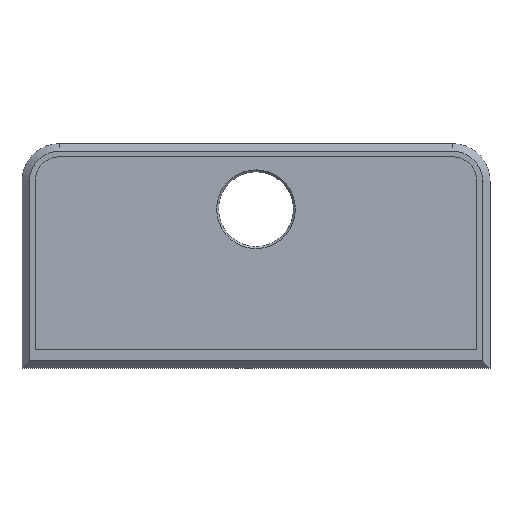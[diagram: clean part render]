
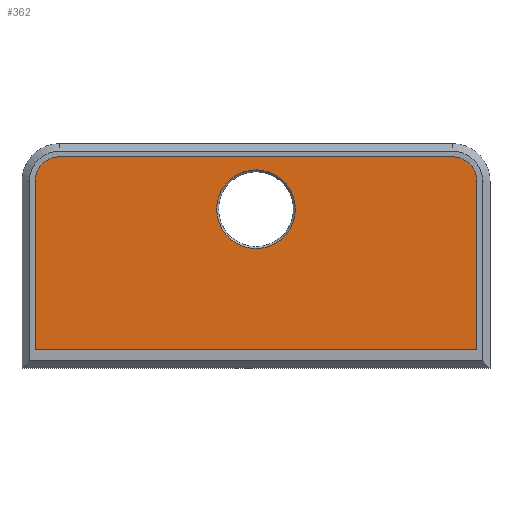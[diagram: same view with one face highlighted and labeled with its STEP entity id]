
A CAD part, front view. The second image highlights one B-rep face of the part: STEP entity #362.
In plain terms, the highlighted planar face has unit normal (0, -1, 0).
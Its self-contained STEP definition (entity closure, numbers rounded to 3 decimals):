
#27 = EDGE_CURVE ( 'NONE', #600, #385, #425, .T. ) ;
#31 = CARTESIAN_POINT ( 'NONE',  ( -52.5, 4., 20. ) ) ;
#43 = CARTESIAN_POINT ( 'NONE',  ( 0., 4., 12.5 ) ) ;
#63 = VERTEX_POINT ( 'NONE', #86 ) ;
#86 = CARTESIAN_POINT ( 'NONE',  ( 52.5, 4., 26.5 ) ) ;
#89 = VECTOR ( 'NONE', #578, 1000. ) ;
#124 = CARTESIAN_POINT ( 'NONE',  ( 0., 4., 2. ) ) ;
#147 = EDGE_CURVE ( 'NONE', #648, #205, #487, .T. ) ;
#158 = FACE_OUTER_BOUND ( 'NONE', #755, .T. ) ;
#177 = DIRECTION ( 'NONE',  ( 0., 1., 0. ) ) ;
#182 = DIRECTION ( 'NONE',  ( 0., 0., -1. ) ) ;
#185 = AXIS2_PLACEMENT_3D ( 'NONE', #732, #723, #740 ) ;
#190 = CARTESIAN_POINT ( 'NONE',  ( -59., 4., -25. ) ) ;
#191 = CARTESIAN_POINT ( 'NONE',  ( -52.5, 4., 26.5 ) ) ;
#200 = EDGE_CURVE ( 'NONE', #634, #982, #837, .T. ) ;
#205 = VERTEX_POINT ( 'NONE', #567 ) ;
#235 = ORIENTED_EDGE ( 'NONE', *, *, #836, .T. ) ;
#260 = AXIS2_PLACEMENT_3D ( 'NONE', #43, #430, #735 ) ;
#268 = ORIENTED_EDGE ( 'NONE', *, *, #27, .T. ) ;
#283 = EDGE_CURVE ( 'NONE', #205, #648, #856, .T. ) ;
#297 = LINE ( 'NONE', #518, #388 ) ;
#309 = EDGE_CURVE ( 'NONE', #600, #673, #538, .T. ) ;
#336 = ORIENTED_EDGE ( 'NONE', *, *, #147, .T. ) ;
#362 = ADVANCED_FACE ( 'NONE', ( #869, #158 ), #902, .T. ) ;
#363 = AXIS2_PLACEMENT_3D ( 'NONE', #492, #177, #716 ) ;
#383 = ORIENTED_EDGE ( 'NONE', *, *, #309, .F. ) ;
#385 = VERTEX_POINT ( 'NONE', #592 ) ;
#388 = VECTOR ( 'NONE', #674, 1000. ) ;
#403 = EDGE_CURVE ( 'NONE', #63, #634, #297, .T. ) ;
#407 = ORIENTED_EDGE ( 'NONE', *, *, #283, .T. ) ;
#425 = LINE ( 'NONE', #698, #550 ) ;
#430 = DIRECTION ( 'NONE',  ( 0., 1., 0. ) ) ;
#487 = CIRCLE ( 'NONE', #363, 10.5 ) ;
#492 = CARTESIAN_POINT ( 'NONE',  ( 0., 4., 12.5 ) ) ;
#518 = CARTESIAN_POINT ( 'NONE',  ( 52.5, 4., 26.5 ) ) ;
#536 = ORIENTED_EDGE ( 'NONE', *, *, #200, .T. ) ;
#538 = LINE ( 'NONE', #190, #89 ) ;
#548 = DIRECTION ( 'NONE',  ( 0., 0., 1. ) ) ;
#550 = VECTOR ( 'NONE', #548, 1000. ) ;
#565 = LINE ( 'NONE', #792, #908 ) ;
#567 = CARTESIAN_POINT ( 'NONE',  ( 0., 4., 23. ) ) ;
#575 = AXIS2_PLACEMENT_3D ( 'NONE', #744, #904, #972 ) ;
#578 = DIRECTION ( 'NONE',  ( -1., 0., 0. ) ) ;
#592 = CARTESIAN_POINT ( 'NONE',  ( 59., 4., 20. ) ) ;
#600 = VERTEX_POINT ( 'NONE', #962 ) ;
#623 = EDGE_CURVE ( 'NONE', #385, #63, #824, .T. ) ;
#626 = CARTESIAN_POINT ( 'NONE',  ( -59., 4., 20. ) ) ;
#634 = VERTEX_POINT ( 'NONE', #191 ) ;
#638 = DIRECTION ( 'NONE',  ( 0., -1., 0. ) ) ;
#640 = DIRECTION ( 'NONE',  ( 0., 0., -1. ) ) ;
#648 = VERTEX_POINT ( 'NONE', #124 ) ;
#663 = EDGE_LOOP ( 'NONE', ( #336, #407 ) ) ;
#673 = VERTEX_POINT ( 'NONE', #728 ) ;
#674 = DIRECTION ( 'NONE',  ( -1., 0., 0. ) ) ;
#698 = CARTESIAN_POINT ( 'NONE',  ( 59., 4., -26.5 ) ) ;
#716 = DIRECTION ( 'NONE',  ( 0., 0., -1. ) ) ;
#723 = DIRECTION ( 'NONE',  ( 0., -1., 0. ) ) ;
#728 = CARTESIAN_POINT ( 'NONE',  ( -59., 4., -25. ) ) ;
#732 = CARTESIAN_POINT ( 'NONE',  ( 52.5, 4., 20. ) ) ;
#735 = DIRECTION ( 'NONE',  ( 0., 0., -1. ) ) ;
#739 = AXIS2_PLACEMENT_3D ( 'NONE', #31, #638, #182 ) ;
#740 = DIRECTION ( 'NONE',  ( 0., 0., -1. ) ) ;
#744 = CARTESIAN_POINT ( 'NONE',  ( -52.5, 4., 20. ) ) ;
#755 = EDGE_LOOP ( 'NONE', ( #235, #383, #268, #816, #865, #536 ) ) ;
#792 = CARTESIAN_POINT ( 'NONE',  ( -59., 4., 20. ) ) ;
#816 = ORIENTED_EDGE ( 'NONE', *, *, #623, .T. ) ;
#824 = CIRCLE ( 'NONE', #185, 6.5 ) ;
#836 = EDGE_CURVE ( 'NONE', #982, #673, #565, .T. ) ;
#837 = CIRCLE ( 'NONE', #739, 6.5 ) ;
#856 = CIRCLE ( 'NONE', #260, 10.5 ) ;
#865 = ORIENTED_EDGE ( 'NONE', *, *, #403, .T. ) ;
#869 = FACE_BOUND ( 'NONE', #663, .T. ) ;
#902 = PLANE ( 'NONE',  #575 ) ;
#904 = DIRECTION ( 'NONE',  ( 0., -1., 0. ) ) ;
#908 = VECTOR ( 'NONE', #640, 1000. ) ;
#962 = CARTESIAN_POINT ( 'NONE',  ( 59., 4., -25. ) ) ;
#972 = DIRECTION ( 'NONE',  ( 0., 0., -1. ) ) ;
#982 = VERTEX_POINT ( 'NONE', #626 ) ;
